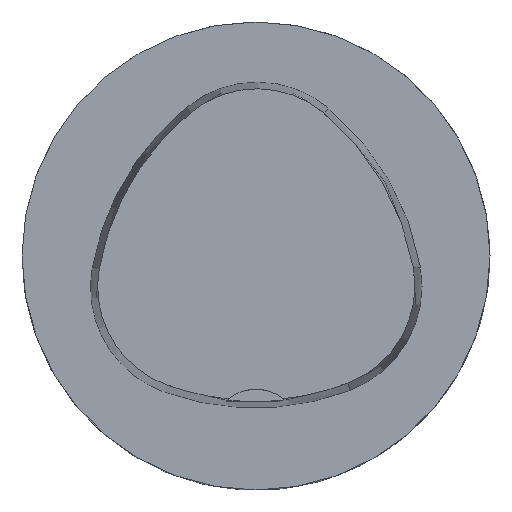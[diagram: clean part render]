
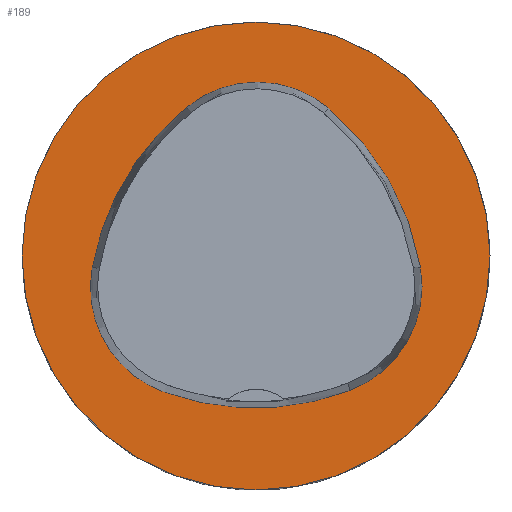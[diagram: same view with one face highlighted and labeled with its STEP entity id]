
A CAD part, top view. The second image highlights one B-rep face of the part: STEP entity #189.
In plain terms, the highlighted planar face has unit normal (0, 0, 1).
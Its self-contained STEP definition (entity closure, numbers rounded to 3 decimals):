
#129=FACE_BOUND('',#282,.T.);
#130=FACE_BOUND('',#283,.T.);
#142=CIRCLE('',#848,31.5);
#143=CIRCLE('',#850,36.);
#145=CIRCLE('',#853,15.);
#147=CIRCLE('',#856,36.);
#149=CIRCLE('',#859,15.);
#153=CIRCLE('',#864,36.);
#155=CIRCLE('',#867,15.);
#189=ADVANCED_FACE('',(#129,#130),#220,.T.);
#220=PLANE('',#872);
#282=EDGE_LOOP('',(#397,#398,#399,#400,#401,#402));
#283=EDGE_LOOP('',(#403));
#397=ORIENTED_EDGE('',*,*,#629,.T.);
#398=ORIENTED_EDGE('',*,*,#609,.T.);
#399=ORIENTED_EDGE('',*,*,#613,.T.);
#400=ORIENTED_EDGE('',*,*,#616,.T.);
#401=ORIENTED_EDGE('',*,*,#619,.T.);
#402=ORIENTED_EDGE('',*,*,#627,.T.);
#403=ORIENTED_EDGE('',*,*,#608,.F.);
#537=VERTEX_POINT('',#1281);
#538=VERTEX_POINT('',#1284);
#539=VERTEX_POINT('',#1285);
#542=VERTEX_POINT('',#1293);
#544=VERTEX_POINT('',#1299);
#546=VERTEX_POINT('',#1305);
#553=VERTEX_POINT('',#1326);
#608=EDGE_CURVE('',#537,#537,#142,.T.);
#609=EDGE_CURVE('',#538,#539,#143,.T.);
#613=EDGE_CURVE('',#539,#542,#145,.T.);
#616=EDGE_CURVE('',#542,#544,#147,.T.);
#619=EDGE_CURVE('',#544,#546,#149,.T.);
#627=EDGE_CURVE('',#546,#553,#153,.T.);
#629=EDGE_CURVE('',#553,#538,#155,.T.);
#848=AXIS2_PLACEMENT_3D('',#1280,#972,#973);
#850=AXIS2_PLACEMENT_3D('',#1283,#976,#977);
#853=AXIS2_PLACEMENT_3D('',#1292,#984,#985);
#856=AXIS2_PLACEMENT_3D('',#1298,#991,#992);
#859=AXIS2_PLACEMENT_3D('',#1304,#998,#999);
#864=AXIS2_PLACEMENT_3D('',#1327,#1010,#1011);
#867=AXIS2_PLACEMENT_3D('',#1330,#1016,#1017);
#872=AXIS2_PLACEMENT_3D('',#1335,#1026,#1027);
#972=DIRECTION('',(0.,0.,-1.));
#973=DIRECTION('',(-1.,0.,0.));
#976=DIRECTION('',(0.,0.,-1.));
#977=DIRECTION('',(-1.,0.,0.));
#984=DIRECTION('',(0.,0.,-1.));
#985=DIRECTION('',(-1.,0.,0.));
#991=DIRECTION('',(0.,0.,-1.));
#992=DIRECTION('',(-1.,0.,0.));
#998=DIRECTION('',(0.,0.,-1.));
#999=DIRECTION('',(-1.,0.,0.));
#1010=DIRECTION('',(0.,0.,-1.));
#1011=DIRECTION('',(-1.,0.,0.));
#1016=DIRECTION('',(0.,0.,-1.));
#1017=DIRECTION('',(-1.,0.,0.));
#1026=DIRECTION('',(0.,0.,1.));
#1027=DIRECTION('',(1.,0.,0.));
#1280=CARTESIAN_POINT('',(0.,0.,
0.));
#1281=CARTESIAN_POINT('',(-31.5,0.,0.));
#1283=CARTESIAN_POINT('',(13.398,-7.893,0.));
#1284=CARTESIAN_POINT('',(-22.041,-1.562,0.));
#1285=CARTESIAN_POINT('',(-9.317,20.036,0.));
#1292=CARTESIAN_POINT('',(0.148,8.399,0.));
#1293=CARTESIAN_POINT('',(9.779,19.898,0.));
#1298=CARTESIAN_POINT('',(-13.337,-7.7,0.));
#1299=CARTESIAN_POINT('',(22.122,-1.48,0.));
#1304=CARTESIAN_POINT('',(7.347,-4.071,0.));
#1305=CARTESIAN_POINT('',(12.693,-18.087,0.));
#1326=CARTESIAN_POINT('',(-12.373,-18.307,0.));
#1327=CARTESIAN_POINT('',(-0.137,15.55,0.));
#1330=CARTESIAN_POINT('',(-7.275,-4.2,0.));
#1335=CARTESIAN_POINT('',(0.,0.,
0.));
